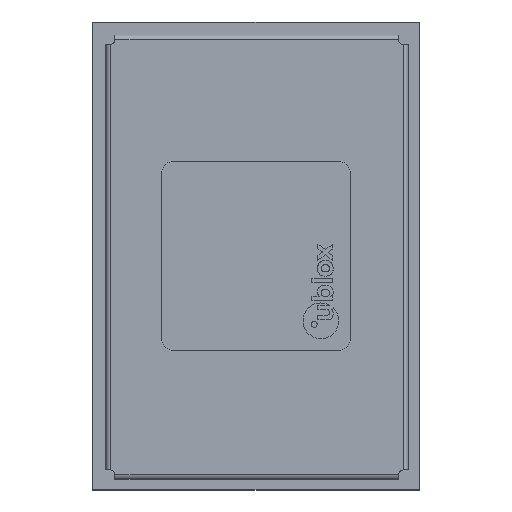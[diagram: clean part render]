
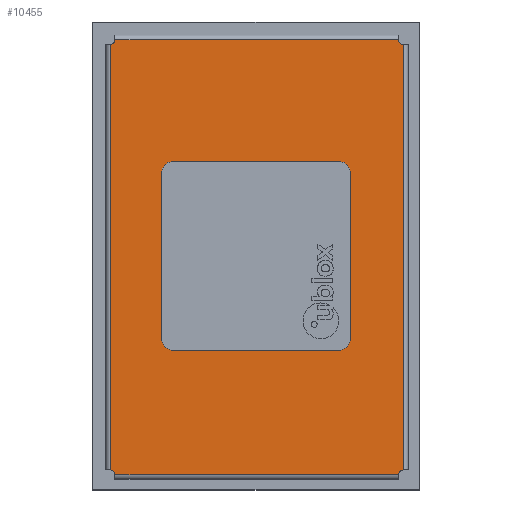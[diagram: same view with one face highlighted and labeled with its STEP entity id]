
A CAD part, top view. The second image highlights one B-rep face of the part: STEP entity #10455.
In plain terms, the highlighted face is planar.
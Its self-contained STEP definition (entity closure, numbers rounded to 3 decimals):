
#8057 = VERTEX_POINT('',#8058);
#8058 = CARTESIAN_POINT('',(-65.223,0.,51.883));
#8105 = VERTEX_POINT('',#8106);
#8106 = CARTESIAN_POINT('',(-65.423,0.,51.683));
#8112 = EDGE_CURVE('',#8057,#8105,#8113,.T.);
#8113 = CIRCLE('',#8114,0.2);
#8114 = AXIS2_PLACEMENT_3D('',#8115,#8116,#8117);
#8115 = CARTESIAN_POINT('',(-65.423,0.,51.883));
#8116 = DIRECTION('',(0.,1.,0.));
#8117 = DIRECTION('',(0.,-0.,1.));
#8213 = VERTEX_POINT('',#8214);
#8214 = CARTESIAN_POINT('',(-65.423,0.,39.683));
#8252 = EDGE_CURVE('',#8213,#8253,#8255,.T.);
#8253 = VERTEX_POINT('',#8254);
#8254 = CARTESIAN_POINT('',(-65.223,0.,39.483));
#8255 = CIRCLE('',#8256,0.2);
#8256 = AXIS2_PLACEMENT_3D('',#8257,#8258,#8259);
#8257 = CARTESIAN_POINT('',(-65.423,0.,39.483));
#8258 = DIRECTION('',(0.,1.,0.));
#8259 = DIRECTION('',(0.,-0.,1.));
#9510 = EDGE_CURVE('',#9511,#9513,#9515,.T.);
#9511 = VERTEX_POINT('',#9512);
#9512 = CARTESIAN_POINT('',(-47.223,0.,39.483));
#9513 = VERTEX_POINT('',#9514);
#9514 = CARTESIAN_POINT('',(-47.023,0.,39.683));
#9515 = CIRCLE('',#9516,0.2);
#9516 = AXIS2_PLACEMENT_3D('',#9517,#9518,#9519);
#9517 = CARTESIAN_POINT('',(-47.023,0.,39.483));
#9518 = DIRECTION('',(0.,1.,0.));
#9519 = DIRECTION('',(0.,-0.,1.));
#9542 = EDGE_CURVE('',#9543,#9545,#9547,.T.);
#9543 = VERTEX_POINT('',#9544);
#9544 = CARTESIAN_POINT('',(-47.023,0.,51.683));
#9545 = VERTEX_POINT('',#9546);
#9546 = CARTESIAN_POINT('',(-47.223,0.,51.883));
#9547 = CIRCLE('',#9548,0.2);
#9548 = AXIS2_PLACEMENT_3D('',#9549,#9550,#9551);
#9549 = CARTESIAN_POINT('',(-47.023,0.,51.883));
#9550 = DIRECTION('',(0.,1.,0.));
#9551 = DIRECTION('',(0.,-0.,1.));
#9982 = EDGE_CURVE('',#8057,#9545,#9983,.T.);
#9983 = LINE('',#9984,#9985);
#9984 = CARTESIAN_POINT('',(-65.423,0.,51.883));
#9985 = VECTOR('',#9986,1.);
#9986 = DIRECTION('',(1.,0.,0.));
#10112 = EDGE_CURVE('',#9543,#9513,#10113,.T.);
#10113 = LINE('',#10114,#10115);
#10114 = CARTESIAN_POINT('',(-47.023,0.,39.483));
#10115 = VECTOR('',#10116,1.);
#10116 = DIRECTION('',(0.,0.,-1.));
#10455 = ADVANCED_FACE('',(#10456),#10476,.T.);
#10456 = FACE_BOUND('',#10457,.T.);
#10457 = EDGE_LOOP('',(#10458,#10464,#10465,#10466,#10467,#10468,#10469,
    #10475));
#10458 = ORIENTED_EDGE('',*,*,#10459,.T.);
#10459 = EDGE_CURVE('',#8213,#8105,#10460,.T.);
#10460 = LINE('',#10461,#10462);
#10461 = CARTESIAN_POINT('',(-65.423,0.,39.483));
#10462 = VECTOR('',#10463,1.);
#10463 = DIRECTION('',(0.,0.,1.));
#10464 = ORIENTED_EDGE('',*,*,#8112,.F.);
#10465 = ORIENTED_EDGE('',*,*,#9982,.T.);
#10466 = ORIENTED_EDGE('',*,*,#9542,.F.);
#10467 = ORIENTED_EDGE('',*,*,#10112,.T.);
#10468 = ORIENTED_EDGE('',*,*,#9510,.F.);
#10469 = ORIENTED_EDGE('',*,*,#10470,.T.);
#10470 = EDGE_CURVE('',#9511,#8253,#10471,.T.);
#10471 = LINE('',#10472,#10473);
#10472 = CARTESIAN_POINT('',(-65.423,0.,39.483));
#10473 = VECTOR('',#10474,1.);
#10474 = DIRECTION('',(-1.,0.,0.));
#10475 = ORIENTED_EDGE('',*,*,#8252,.F.);
#10476 = PLANE('',#10477);
#10477 = AXIS2_PLACEMENT_3D('',#10478,#10479,#10480);
#10478 = CARTESIAN_POINT('',(0.,0.,0.));
#10479 = DIRECTION('',(-0.,1.,0.));
#10480 = DIRECTION('',(1.,0.,0.));
